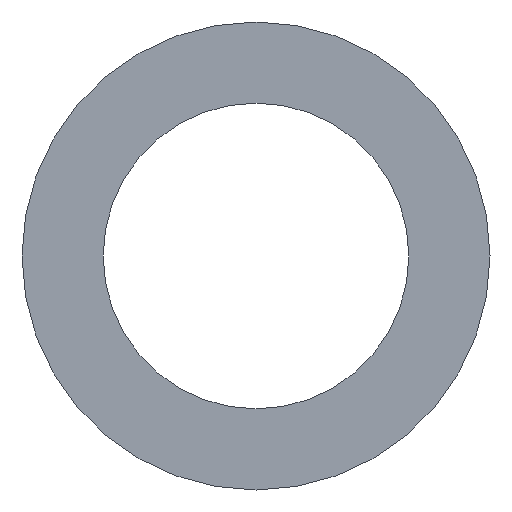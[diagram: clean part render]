
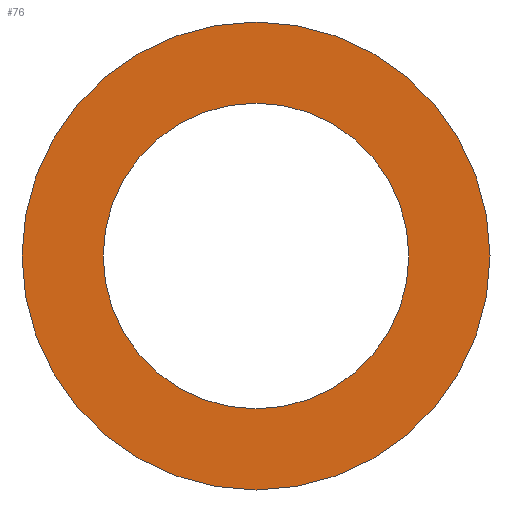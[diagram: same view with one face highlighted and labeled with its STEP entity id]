
A CAD part, left-side view. The second image highlights one B-rep face of the part: STEP entity #76.
In plain terms, the highlighted planar face has unit normal (-1, 0, 0).
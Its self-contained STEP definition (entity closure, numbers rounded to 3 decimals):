
#76 = ADVANCED_FACE( '', ( #86, #87 ), #88, .T. );
#86 = FACE_BOUND( '', #107, .T. );
#87 = FACE_OUTER_BOUND( '', #108, .T. );
#88 = PLANE( '', #109 );
#107 = EDGE_LOOP( '', ( #130 ) );
#108 = EDGE_LOOP( '', ( #131 ) );
#109 = AXIS2_PLACEMENT_3D( '', #132, #133, #134 );
#130 = ORIENTED_EDGE( '', *, *, #162, .T. );
#131 = ORIENTED_EDGE( '', *, *, #160, .F. );
#132 = CARTESIAN_POINT( '', ( -80., 79., 0. ) );
#133 = DIRECTION( '', ( -1., 0., 0. ) );
#134 = DIRECTION( '', ( 0., 0., 1. ) );
#160 = EDGE_CURVE( '', #167, #167, #168, .T. );
#162 = EDGE_CURVE( '', #171, #171, #172, .T. );
#167 = VERTEX_POINT( '', #181 );
#168 = CIRCLE( '', #182, 79. );
#171 = VERTEX_POINT( '', #185 );
#172 = CIRCLE( '', #186, 51.6 );
#181 = CARTESIAN_POINT( '', ( -80., 0., -79. ) );
#182 = AXIS2_PLACEMENT_3D( '', #195, #196, #197 );
#185 = CARTESIAN_POINT( '', ( -80., 0., -51.6 ) );
#186 = AXIS2_PLACEMENT_3D( '', #201, #202, #203 );
#195 = CARTESIAN_POINT( '', ( -80., 0., 0. ) );
#196 = DIRECTION( '', ( 1., 0., 0. ) );
#197 = DIRECTION( '', ( 0., 0., -1. ) );
#201 = CARTESIAN_POINT( '', ( -80., 0., 0. ) );
#202 = DIRECTION( '', ( 1., 0., 0. ) );
#203 = DIRECTION( '', ( 0., 0., -1. ) );
